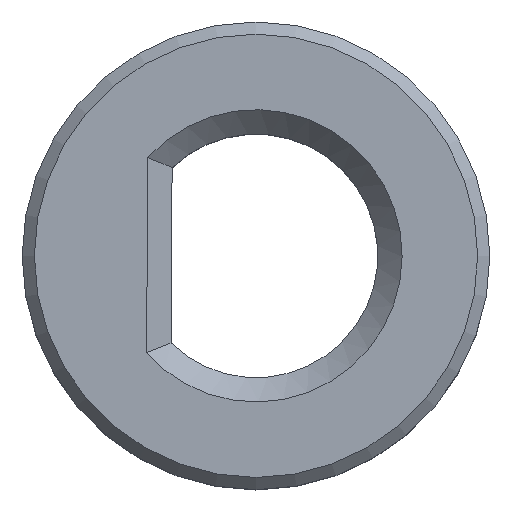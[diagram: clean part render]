
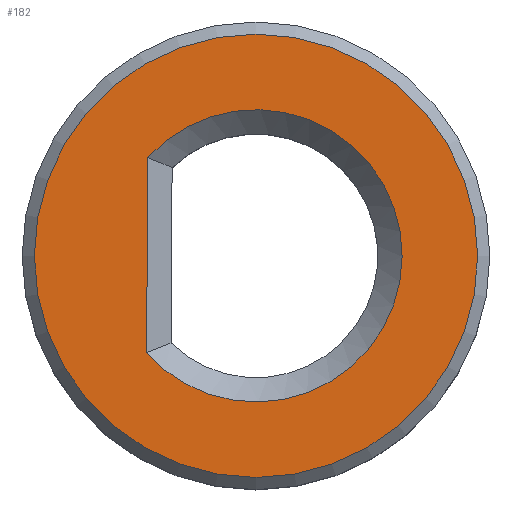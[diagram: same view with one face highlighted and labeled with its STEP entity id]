
A CAD part, top view. The second image highlights one B-rep face of the part: STEP entity #182.
In plain terms, the highlighted planar face has unit normal (0, 0, 1).
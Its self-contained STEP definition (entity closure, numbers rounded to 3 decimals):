
#38=LINE('',#318,#44);
#44=VECTOR('',#266,1000.);
#47=PLANE('',#218);
#65=ORIENTED_EDGE('',*,*,#103,.T.);
#66=ORIENTED_EDGE('',*,*,#104,.T.);
#67=ORIENTED_EDGE('',*,*,#105,.T.);
#103=EDGE_CURVE('',#121,#121,#132,.T.);
#104=EDGE_CURVE('',#122,#123,#38,.T.);
#105=EDGE_CURVE('',#123,#122,#133,.F.);
#121=VERTEX_POINT('',#317);
#122=VERTEX_POINT('',#319);
#123=VERTEX_POINT('',#320);
#132=CIRCLE('',#219,4.55);
#133=CIRCLE('',#220,3.);
#142=EDGE_LOOP('',(#65));
#143=EDGE_LOOP('',(#66,#67));
#162=FACE_BOUND('',#142,.T.);
#163=FACE_BOUND('',#143,.T.);
#182=ADVANCED_FACE('',(#162,#163),#47,.T.);
#218=AXIS2_PLACEMENT_3D('',#315,#262,#263);
#219=AXIS2_PLACEMENT_3D('',#316,#264,#265);
#220=AXIS2_PLACEMENT_3D('',#321,#267,#268);
#262=DIRECTION('',(0.,0.,1.));
#263=DIRECTION('',(0.,-1.,0.));
#264=DIRECTION('',(0.,0.,1.));
#265=DIRECTION('',(0.,-1.,0.));
#266=DIRECTION('',(1.,-0.006,0.));
#267=DIRECTION('',(0.,0.,1.));
#268=DIRECTION('',(0.,-1.,0.));
#315=CARTESIAN_POINT('',(3.618,-0.282,4.));
#316=CARTESIAN_POINT('',(0.,0.,4.));
#317=CARTESIAN_POINT('',(0.,-4.55,4.));
#318=CARTESIAN_POINT('',(1.815,2.222,4.));
#319=CARTESIAN_POINT('',(-1.989,2.246,4.));
#320=CARTESIAN_POINT('',(2.017,2.221,4.));
#321=CARTESIAN_POINT('',(0.,0.,4.));
